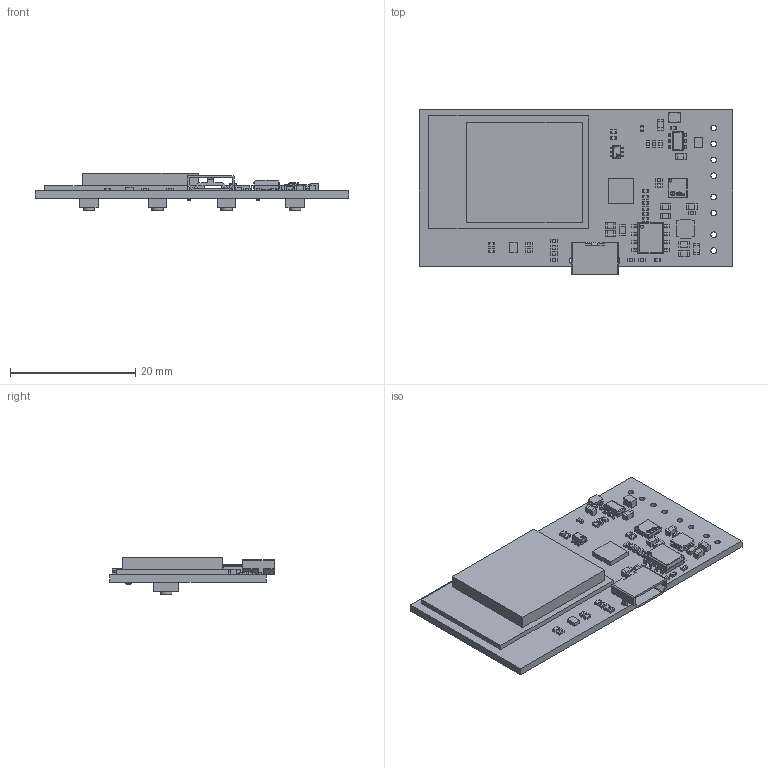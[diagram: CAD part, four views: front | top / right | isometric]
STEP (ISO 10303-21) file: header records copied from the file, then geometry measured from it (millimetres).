
FILE_DESCRIPTION(('Open CASCADE Model'),'2;1');
FILE_NAME('Open CASCADE Shape Model','2020-11-23T12:33:05',('Author'),( 'Open CASCADE'),'Open CASCADE STEP processor 6.8','Open CASCADE 6.8' ,'Unknown');
FILE_SCHEMA(('AUTOMOTIVE_DESIGN { 1 0 10303 214 1 1 1 1 }'));
Length unit declared in the file: millimetre
Products named in the file (129): PCB; Board; Open CASCADE STEP translator 6.8 1.1.1; R23; 6485621344; Extruded; 6855436832; R22; R21; R20; R19; Q2; Trans_ON_Semiconductor_FDG6316P_eec; body; pins; logo; U3; 6734682752; Body; Open_CASCADE_STEP_translator_6.8_3.1.1; Leader; U15; 6855789440; R12; L2; SWPA3010S; Q1; 6855441712; R18; 6485621904; R17; L3; FNR201610S_(estimate)_v2; D1; 6855441952; C22; 6485611104; 6485611504; C21; 6855788960 ...
Assembly tree (250 placements, depth 5):
  PCB
    Board
      Open CASCADE STEP translator 6.8 1.1.1
    R23
      6485621344
        Extruded
      6855436832  x2
        Extruded
    R22
      6485621344
        Extruded
      6855436832  x2
        Extruded
    R21
      6485621344
        Extruded
      6855436832  x2
        Extruded
    R20
      6485621344
        Extruded
      6855436832  x2
        Extruded
    R19
      6485621344
        Extruded
      6855436832  x2
        Extruded
    Q2
      Trans_ON_Semiconductor_FDG6316P_eec
        body
        pins
        logo
    U3
      6734682752
        Body
          Open_CASCADE_STEP_translator_6.8_3.1.1
        Leader  x6
    U15
      6855789440
        Extruded
    R12
      6485621344
        Extruded
      6855436832  x2
        Extruded
    L2
      SWPA3010S
    Q1
      6855441712
        Extruded
    R18
      6485621904  x2
        Extruded
      6485621344
        Extruded
    R17
      6485621344
        Extruded
      6485621904  x2
Bounding box: 50 x 26.28 x 6 mm (x, y, z)
Volume: 2660.2 mm3; surface area: 5374.6 mm2
Topology: 227 solids, 228 shells, 2462 faces, 5645 edges, 3625 vertices
Faces by surface type: plane 1769, bspline 427, cylinder 236, sphere 30
Full cylindrical faces by diameter (mm): 0.4 x1, 0.512 x1, 0.7 x2, 0.705 x1, 0.9 x8, 1.8 x4
Entity records: 51937 total; most frequent: CARTESIAN_POINT 13824, ORIENTED_EDGE 7593, DIRECTION 6150, EDGE_CURVE 3797, LINE 2604, VECTOR 2604, VERTEX_POINT 2469, AXIS2_PLACEMENT_3D 1773
